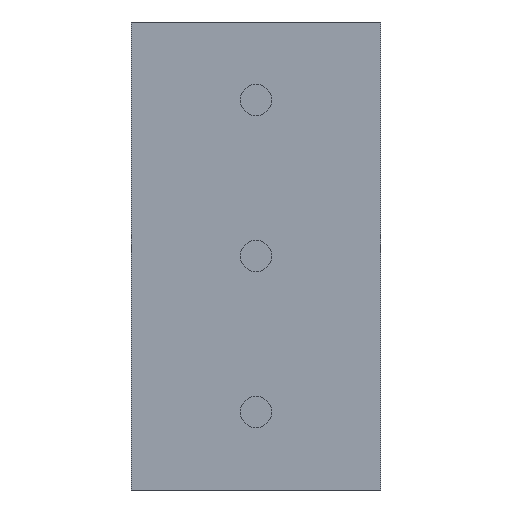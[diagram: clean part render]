
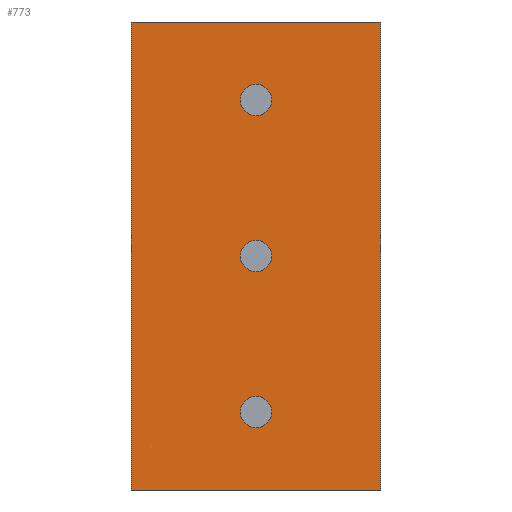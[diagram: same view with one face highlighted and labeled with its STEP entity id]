
A CAD part, front view. The second image highlights one B-rep face of the part: STEP entity #773.
In plain terms, the highlighted planar face has unit normal (0, -1, 0).
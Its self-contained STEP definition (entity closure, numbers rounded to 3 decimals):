
#9 = FACE_BOUND ( 'NONE', #1097, .T. ) ;
#28 = DIRECTION ( 'NONE',  ( 1., 0., 0. ) ) ;
#39 = EDGE_LOOP ( 'NONE', ( #1329, #2726 ) ) ;
#76 = DIRECTION ( 'NONE',  ( 1., 0., 0. ) ) ;
#186 = LINE ( 'NONE', #2226, #1562 ) ;
#213 = CIRCLE ( 'NONE', #2342, 0.5 ) ;
#240 = VERTEX_POINT ( 'NONE', #2372 ) ;
#287 = VECTOR ( 'NONE', #1624, 1000. ) ;
#305 = CIRCLE ( 'NONE', #2382, 0.5 ) ;
#332 = CARTESIAN_POINT ( 'NONE',  ( 4., -5., -15. ) ) ;
#342 = CARTESIAN_POINT ( 'NONE',  ( 4., -5., 0. ) ) ;
#373 = ORIENTED_EDGE ( 'NONE', *, *, #2580, .T. ) ;
#417 = DIRECTION ( 'NONE',  ( 1., 0., 0. ) ) ;
#467 = VERTEX_POINT ( 'NONE', #2670 ) ;
#475 = DIRECTION ( 'NONE',  ( 0., -1., 0. ) ) ;
#536 = EDGE_CURVE ( 'NONE', #1745, #2217, #861, .T. ) ;
#673 = CARTESIAN_POINT ( 'NONE',  ( 0., -5., -2.5 ) ) ;
#686 = DIRECTION ( 'NONE',  ( 1., 0., 0. ) ) ;
#697 = ORIENTED_EDGE ( 'NONE', *, *, #2621, .F. ) ;
#726 = CARTESIAN_POINT ( 'NONE',  ( -0.5, -5., -7.5 ) ) ;
#731 = CARTESIAN_POINT ( 'NONE',  ( -4., -5., 0. ) ) ;
#773 = ADVANCED_FACE ( 'NONE', ( #1419, #1494, #9, #939 ), #2739, .T. ) ;
#861 = LINE ( 'NONE', #1634, #287 ) ;
#862 = DIRECTION ( 'NONE',  ( 1., 0., 0. ) ) ;
#908 = EDGE_CURVE ( 'NONE', #1868, #240, #213, .T. ) ;
#939 = FACE_OUTER_BOUND ( 'NONE', #2689, .T. ) ;
#1023 = AXIS2_PLACEMENT_3D ( 'NONE', #1488, #1733, #417 ) ;
#1097 = EDGE_LOOP ( 'NONE', ( #2525, #2134 ) ) ;
#1136 = DIRECTION ( 'NONE',  ( 0., -1., 0. ) ) ;
#1148 = DIRECTION ( 'NONE',  ( 1., 0., 0. ) ) ;
#1166 = CARTESIAN_POINT ( 'NONE',  ( 0., -5., -7.5 ) ) ;
#1199 = CARTESIAN_POINT ( 'NONE',  ( 4., -5., -15. ) ) ;
#1230 = DIRECTION ( 'NONE',  ( 0., -1., 0. ) ) ;
#1231 = VECTOR ( 'NONE', #1148, 1000. ) ;
#1245 = EDGE_CURVE ( 'NONE', #1947, #1741, #1768, .T. ) ;
#1254 = DIRECTION ( 'NONE',  ( 1., 0., 0. ) ) ;
#1269 = AXIS2_PLACEMENT_3D ( 'NONE', #1467, #1447, #1254 ) ;
#1329 = ORIENTED_EDGE ( 'NONE', *, *, #2404, .F. ) ;
#1392 = EDGE_CURVE ( 'NONE', #467, #2577, #2356, .T. ) ;
#1410 = ORIENTED_EDGE ( 'NONE', *, *, #1702, .F. ) ;
#1419 = FACE_BOUND ( 'NONE', #39, .T. ) ;
#1447 = DIRECTION ( 'NONE',  ( 0., -1., 0. ) ) ;
#1464 = AXIS2_PLACEMENT_3D ( 'NONE', #1754, #475, #686 ) ;
#1467 = CARTESIAN_POINT ( 'NONE',  ( 0., -5., -7.5 ) ) ;
#1483 = ORIENTED_EDGE ( 'NONE', *, *, #536, .T. ) ;
#1488 = CARTESIAN_POINT ( 'NONE',  ( 0., -5., -12.5 ) ) ;
#1494 = FACE_BOUND ( 'NONE', #1566, .T. ) ;
#1531 = VECTOR ( 'NONE', #1975, 1000. ) ;
#1562 = VECTOR ( 'NONE', #1603, 1000. ) ;
#1566 = EDGE_LOOP ( 'NONE', ( #697, #1569 ) ) ;
#1569 = ORIENTED_EDGE ( 'NONE', *, *, #1245, .F. ) ;
#1576 = EDGE_CURVE ( 'NONE', #2436, #2604, #2018, .T. ) ;
#1603 = DIRECTION ( 'NONE',  ( 1., 0., 0. ) ) ;
#1606 = EDGE_CURVE ( 'NONE', #240, #1868, #2619, .T. ) ;
#1624 = DIRECTION ( 'NONE',  ( 0., 0., 1. ) ) ;
#1634 = CARTESIAN_POINT ( 'NONE',  ( 4., -5., -15. ) ) ;
#1687 = CARTESIAN_POINT ( 'NONE',  ( 0.5, -5., -7.5 ) ) ;
#1702 = EDGE_CURVE ( 'NONE', #2604, #2217, #186, .T. ) ;
#1717 = DIRECTION ( 'NONE',  ( 0., -1., 0. ) ) ;
#1733 = DIRECTION ( 'NONE',  ( 0., -1., 0. ) ) ;
#1741 = VERTEX_POINT ( 'NONE', #726 ) ;
#1745 = VERTEX_POINT ( 'NONE', #1199 ) ;
#1754 = CARTESIAN_POINT ( 'NONE',  ( 0., -5., -2.5 ) ) ;
#1768 = CIRCLE ( 'NONE', #1269, 0.5 ) ;
#1797 = CARTESIAN_POINT ( 'NONE',  ( -0.5, -5., -12.5 ) ) ;
#1868 = VERTEX_POINT ( 'NONE', #2336 ) ;
#1887 = CARTESIAN_POINT ( 'NONE',  ( -4., -5., -15. ) ) ;
#1920 = LINE ( 'NONE', #332, #1231 ) ;
#1922 = AXIS2_PLACEMENT_3D ( 'NONE', #2140, #1717, #862 ) ;
#1947 = VERTEX_POINT ( 'NONE', #1687 ) ;
#1975 = DIRECTION ( 'NONE',  ( 0., 0., 1. ) ) ;
#1990 = CARTESIAN_POINT ( 'NONE',  ( 0., -5., -12.5 ) ) ;
#2018 = LINE ( 'NONE', #2401, #1531 ) ;
#2134 = ORIENTED_EDGE ( 'NONE', *, *, #1606, .F. ) ;
#2140 = CARTESIAN_POINT ( 'NONE',  ( 4., -5., -15. ) ) ;
#2159 = DIRECTION ( 'NONE',  ( 1., 0., 0. ) ) ;
#2172 = AXIS2_PLACEMENT_3D ( 'NONE', #1166, #1136, #76 ) ;
#2183 = DIRECTION ( 'NONE',  ( 0., -1., 0. ) ) ;
#2217 = VERTEX_POINT ( 'NONE', #342 ) ;
#2226 = CARTESIAN_POINT ( 'NONE',  ( 4., -5., 0. ) ) ;
#2336 = CARTESIAN_POINT ( 'NONE',  ( -0.5, -5., -2.5 ) ) ;
#2342 = AXIS2_PLACEMENT_3D ( 'NONE', #673, #2183, #28 ) ;
#2356 = CIRCLE ( 'NONE', #1023, 0.5 ) ;
#2372 = CARTESIAN_POINT ( 'NONE',  ( 0.5, -5., -2.5 ) ) ;
#2382 = AXIS2_PLACEMENT_3D ( 'NONE', #1990, #1230, #2159 ) ;
#2401 = CARTESIAN_POINT ( 'NONE',  ( -4., -5., -15. ) ) ;
#2404 = EDGE_CURVE ( 'NONE', #2577, #467, #305, .T. ) ;
#2436 = VERTEX_POINT ( 'NONE', #1887 ) ;
#2525 = ORIENTED_EDGE ( 'NONE', *, *, #908, .F. ) ;
#2535 = ORIENTED_EDGE ( 'NONE', *, *, #1576, .F. ) ;
#2577 = VERTEX_POINT ( 'NONE', #1797 ) ;
#2580 = EDGE_CURVE ( 'NONE', #2436, #1745, #1920, .T. ) ;
#2604 = VERTEX_POINT ( 'NONE', #731 ) ;
#2619 = CIRCLE ( 'NONE', #1464, 0.5 ) ;
#2621 = EDGE_CURVE ( 'NONE', #1741, #1947, #2766, .T. ) ;
#2670 = CARTESIAN_POINT ( 'NONE',  ( 0.5, -5., -12.5 ) ) ;
#2689 = EDGE_LOOP ( 'NONE', ( #1410, #2535, #373, #1483 ) ) ;
#2726 = ORIENTED_EDGE ( 'NONE', *, *, #1392, .F. ) ;
#2739 = PLANE ( 'NONE',  #1922 ) ;
#2766 = CIRCLE ( 'NONE', #2172, 0.5 ) ;
